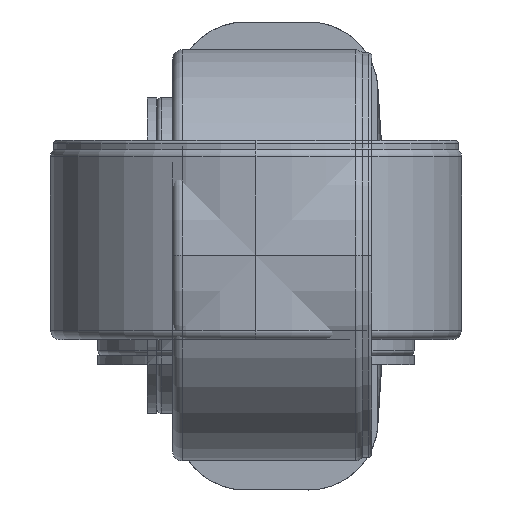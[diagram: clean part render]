
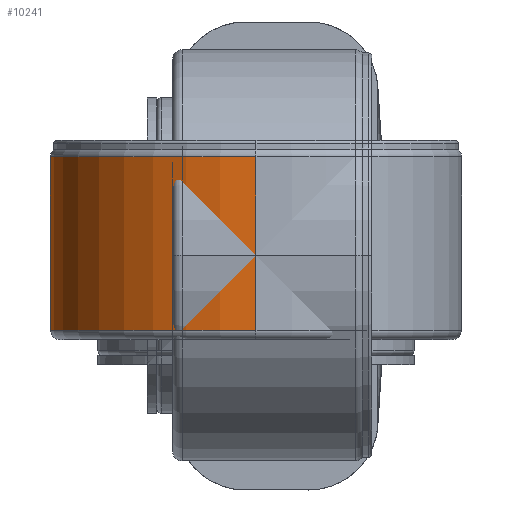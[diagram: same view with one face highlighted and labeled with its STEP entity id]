
A CAD part, left-side view. The second image highlights one B-rep face of the part: STEP entity #10241.
In plain terms, the highlighted cylindrical face has radius 6.5 mm (diameter 13 mm), a partial arc.
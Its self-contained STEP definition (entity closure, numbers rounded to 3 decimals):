
#55 = CARTESIAN_POINT ( 'NONE',  ( 5.967, 2.577, -4.017 ) ) ;
#568 = DIRECTION ( 'NONE',  ( -1., 0., 0. ) ) ;
#624 = CIRCLE ( 'NONE', #15629, 6.5 ) ;
#723 = B_SPLINE_CURVE_WITH_KNOTS ( 'NONE', 3,
 ( #14352, #15739, #11762, #13185, #5021, #10436, #13282, #2146, #7591, #13374, #7943, #3570, #4925, #15828, #3751, #3664 ),
 .UNSPECIFIED., .F., .F.,
 ( 4, 2, 2, 2, 2, 2, 2, 4 ),
 ( 0., 0.25, 0.375, 0.5, 0.625, 0.687, 0.75, 1. ),
 .UNSPECIFIED. ) ;
#1283 = ORIENTED_EDGE ( 'NONE', *, *, #8229, .T. ) ;
#1520 = CARTESIAN_POINT ( 'NONE',  ( 5.957, 2.6, -3.8 ) ) ;
#1625 = VECTOR ( 'NONE', #15478, 1000. ) ;
#1770 = AXIS2_PLACEMENT_3D ( 'NONE', #6197, #8612, #14038 ) ;
#1985 = LINE ( 'NONE', #4753, #8499 ) ;
#2146 = CARTESIAN_POINT ( 'NONE',  ( 6.054, 2.367, -1.555 ) ) ;
#2233 = VERTEX_POINT ( 'NONE', #7721 ) ;
#2899 = ORIENTED_EDGE ( 'NONE', *, *, #6281, .T. ) ;
#2992 = DIRECTION ( 'NONE',  ( 0., 0., 1. ) ) ;
#3032 = ORIENTED_EDGE ( 'NONE', *, *, #11925, .F. ) ;
#3256 = CYLINDRICAL_SURFACE ( 'NONE', #1770, 6.5 ) ;
#3470 = EDGE_CURVE ( 'NONE', #16430, #4128, #4228, .T. ) ;
#3570 = CARTESIAN_POINT ( 'NONE',  ( 5.998, 2.505, -1.774 ) ) ;
#3664 = CARTESIAN_POINT ( 'NONE',  ( 5.957, 2.6, -2.2 ) ) ;
#3751 = CARTESIAN_POINT ( 'NONE',  ( 5.957, 2.6, -2.074 ) ) ;
#3789 = DIRECTION ( 'NONE',  ( 0., 0., 1. ) ) ;
#3878 = CIRCLE ( 'NONE', #14956, 6.5 ) ;
#3949 = VERTEX_POINT ( 'NONE', #6837 ) ;
#4128 = VERTEX_POINT ( 'NONE', #10818 ) ;
#4152 = CARTESIAN_POINT ( 'NONE',  ( 5.997, 2.506, -4.227 ) ) ;
#4228 = B_SPLINE_CURVE_WITH_KNOTS ( 'NONE', 3,
 ( #8147, #6461, #12232, #55, #11883, #5481, #10899, #4152, #9574, #16458, #6988, #6903, #5734, #16637, #4503, #4405 ),
 .UNSPECIFIED., .F., .F.,
 ( 4, 2, 2, 2, 2, 2, 2, 4 ),
 ( 0., 0.125, 0.188, 0.25, 0.375, 0.5, 0.75, 1. ),
 .UNSPECIFIED. ) ;
#4270 = ORIENTED_EDGE ( 'NONE', *, *, #6820, .T. ) ;
#4324 = CIRCLE ( 'NONE', #13394, 6.5 ) ;
#4405 = CARTESIAN_POINT ( 'NONE',  ( 6.3, 1.6, -4.8 ) ) ;
#4503 = CARTESIAN_POINT ( 'NONE',  ( 6.265, 1.736, -4.8 ) ) ;
#4611 = CARTESIAN_POINT ( 'NONE',  ( 0., 0., -4.8 ) ) ;
#4753 = CARTESIAN_POINT ( 'NONE',  ( 6.5, 0., -0.524 ) ) ;
#4925 = CARTESIAN_POINT ( 'NONE',  ( 5.992, 2.519, -1.805 ) ) ;
#5021 = CARTESIAN_POINT ( 'NONE',  ( 6.147, 2.114, -1.339 ) ) ;
#5064 = DIRECTION ( 'NONE',  ( 0., 0., -1. ) ) ;
#5481 = CARTESIAN_POINT ( 'NONE',  ( 5.978, 2.552, -4.107 ) ) ;
#5734 = CARTESIAN_POINT ( 'NONE',  ( 6.147, 2.116, -4.667 ) ) ;
#6197 = CARTESIAN_POINT ( 'NONE',  ( 0., 0., -0.414 ) ) ;
#6220 = CARTESIAN_POINT ( 'NONE',  ( 6.5, 0., -4.8 ) ) ;
#6281 = EDGE_CURVE ( 'NONE', #13274, #12634, #3878, .T. ) ;
#6461 = CARTESIAN_POINT ( 'NONE',  ( 5.957, 2.6, -3.863 ) ) ;
#6473 = CARTESIAN_POINT ( 'NONE',  ( 0., 0., -1.2 ) ) ;
#6655 = VERTEX_POINT ( 'NONE', #15885 ) ;
#6727 = EDGE_CURVE ( 'NONE', #6655, #16722, #14415, .T. ) ;
#6820 = EDGE_CURVE ( 'NONE', #2233, #6655, #17293, .T. ) ;
#6837 = CARTESIAN_POINT ( 'NONE',  ( 5.957, 2.6, -2.2 ) ) ;
#6903 = CARTESIAN_POINT ( 'NONE',  ( 6.107, 2.227, -4.591 ) ) ;
#6988 = CARTESIAN_POINT ( 'NONE',  ( 6.054, 2.368, -4.445 ) ) ;
#7183 = FACE_OUTER_BOUND ( 'NONE', #14225, .T. ) ;
#7538 = ORIENTED_EDGE ( 'NONE', *, *, #17265, .T. ) ;
#7591 = CARTESIAN_POINT ( 'NONE',  ( 6.038, 2.408, -1.606 ) ) ;
#7693 = CARTESIAN_POINT ( 'NONE',  ( 6.5, 0., -1.2 ) ) ;
#7721 = CARTESIAN_POINT ( 'NONE',  ( -6.5, 0., -6. ) ) ;
#7943 = CARTESIAN_POINT ( 'NONE',  ( 6.01, 2.476, -1.716 ) ) ;
#8086 = CARTESIAN_POINT ( 'NONE',  ( 0., 0., -6. ) ) ;
#8147 = CARTESIAN_POINT ( 'NONE',  ( 5.957, 2.6, -3.8 ) ) ;
#8229 = EDGE_CURVE ( 'NONE', #17499, #11357, #16051, .T. ) ;
#8438 = DIRECTION ( 'NONE',  ( 1., 0., 0. ) ) ;
#8499 = VECTOR ( 'NONE', #9679, 1000. ) ;
#8612 = DIRECTION ( 'NONE',  ( 0., 0., -1. ) ) ;
#9245 = EDGE_CURVE ( 'NONE', #11357, #2233, #4324, .T. ) ;
#9269 = EDGE_CURVE ( 'NONE', #4128, #17499, #624, .T. ) ;
#9574 = CARTESIAN_POINT ( 'NONE',  ( 6.01, 2.477, -4.285 ) ) ;
#9659 = ORIENTED_EDGE ( 'NONE', *, *, #9245, .T. ) ;
#9679 = DIRECTION ( 'NONE',  ( 0., 0., -1. ) ) ;
#9723 = CARTESIAN_POINT ( 'NONE',  ( 6.5, 0., -0.524 ) ) ;
#10241 = ADVANCED_FACE ( 'NONE', ( #7183 ), #3256, .T. ) ;
#10258 = CARTESIAN_POINT ( 'NONE',  ( 6.3, 1.6, -1.2 ) ) ;
#10312 = ORIENTED_EDGE ( 'NONE', *, *, #9269, .T. ) ;
#10436 = CARTESIAN_POINT ( 'NONE',  ( 6.108, 2.224, -1.415 ) ) ;
#10580 = DIRECTION ( 'NONE',  ( 0., 0., -1. ) ) ;
#10818 = CARTESIAN_POINT ( 'NONE',  ( 6.3, 1.6, -4.8 ) ) ;
#10824 = DIRECTION ( 'NONE',  ( 1., 0., 0. ) ) ;
#10899 = CARTESIAN_POINT ( 'NONE',  ( 5.982, 2.543, -4.136 ) ) ;
#11357 = VERTEX_POINT ( 'NONE', #15077 ) ;
#11762 = CARTESIAN_POINT ( 'NONE',  ( 6.228, 1.866, -1.226 ) ) ;
#11800 = VECTOR ( 'NONE', #5064, 1000. ) ;
#11883 = CARTESIAN_POINT ( 'NONE',  ( 5.971, 2.57, -4.047 ) ) ;
#11925 = EDGE_CURVE ( 'NONE', #16430, #3949, #16254, .T. ) ;
#12100 = ORIENTED_EDGE ( 'NONE', *, *, #16689, .T. ) ;
#12232 = CARTESIAN_POINT ( 'NONE',  ( 5.96, 2.594, -3.925 ) ) ;
#12371 = CARTESIAN_POINT ( 'NONE',  ( 6.5, 0., -4.8 ) ) ;
#12381 = DIRECTION ( 'NONE',  ( 0., 0., 1. ) ) ;
#12634 = VERTEX_POINT ( 'NONE', #10258 ) ;
#13065 = CARTESIAN_POINT ( 'NONE',  ( 0., 0., -0.524 ) ) ;
#13185 = CARTESIAN_POINT ( 'NONE',  ( 6.167, 2.055, -1.307 ) ) ;
#13272 = AXIS2_PLACEMENT_3D ( 'NONE', #13065, #10580, #568 ) ;
#13274 = VERTEX_POINT ( 'NONE', #7693 ) ;
#13282 = CARTESIAN_POINT ( 'NONE',  ( 6.089, 2.275, -1.46 ) ) ;
#13374 = CARTESIAN_POINT ( 'NONE',  ( 6.017, 2.46, -1.688 ) ) ;
#13394 = AXIS2_PLACEMENT_3D ( 'NONE', #8086, #2992, #8438 ) ;
#14038 = DIRECTION ( 'NONE',  ( 1., 0., 0. ) ) ;
#14225 = EDGE_LOOP ( 'NONE', ( #16135, #7538, #2899, #12100, #3032, #16730, #10312, #1283, #9659, #4270 ) ) ;
#14295 = DIRECTION ( 'NONE',  ( 0.969, 0.246, 0. ) ) ;
#14352 = CARTESIAN_POINT ( 'NONE',  ( 6.3, 1.6, -1.2 ) ) ;
#14372 = CARTESIAN_POINT ( 'NONE',  ( 5.957, 2.6, -3.8 ) ) ;
#14415 = CIRCLE ( 'NONE', #13272, 6.5 ) ;
#14446 = VECTOR ( 'NONE', #12381, 1000. ) ;
#14579 = CARTESIAN_POINT ( 'NONE',  ( -6.5, 0., -6. ) ) ;
#14956 = AXIS2_PLACEMENT_3D ( 'NONE', #6473, #3789, #10824 ) ;
#15077 = CARTESIAN_POINT ( 'NONE',  ( 6.5, 0., -6. ) ) ;
#15478 = DIRECTION ( 'NONE',  ( 0., 0., 1. ) ) ;
#15514 = DIRECTION ( 'NONE',  ( 0., 0., -1. ) ) ;
#15629 = AXIS2_PLACEMENT_3D ( 'NONE', #4611, #15514, #14295 ) ;
#15739 = CARTESIAN_POINT ( 'NONE',  ( 6.265, 1.736, -1.2 ) ) ;
#15828 = CARTESIAN_POINT ( 'NONE',  ( 5.968, 2.577, -1.952 ) ) ;
#15885 = CARTESIAN_POINT ( 'NONE',  ( -6.5, 0., -0.524 ) ) ;
#16051 = LINE ( 'NONE', #6220, #11800 ) ;
#16135 = ORIENTED_EDGE ( 'NONE', *, *, #6727, .T. ) ;
#16254 = LINE ( 'NONE', #1520, #14446 ) ;
#16430 = VERTEX_POINT ( 'NONE', #14372 ) ;
#16458 = CARTESIAN_POINT ( 'NONE',  ( 6.038, 2.407, -4.394 ) ) ;
#16637 = CARTESIAN_POINT ( 'NONE',  ( 6.228, 1.866, -4.773 ) ) ;
#16689 = EDGE_CURVE ( 'NONE', #12634, #3949, #723, .T. ) ;
#16722 = VERTEX_POINT ( 'NONE', #9723 ) ;
#16730 = ORIENTED_EDGE ( 'NONE', *, *, #3470, .T. ) ;
#17265 = EDGE_CURVE ( 'NONE', #16722, #13274, #1985, .T. ) ;
#17293 = LINE ( 'NONE', #14579, #1625 ) ;
#17499 = VERTEX_POINT ( 'NONE', #12371 ) ;
